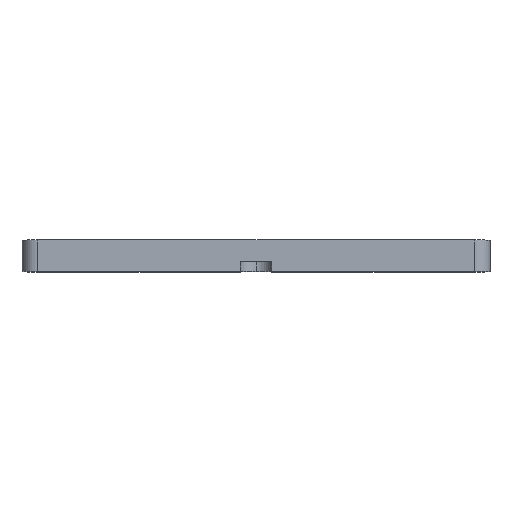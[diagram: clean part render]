
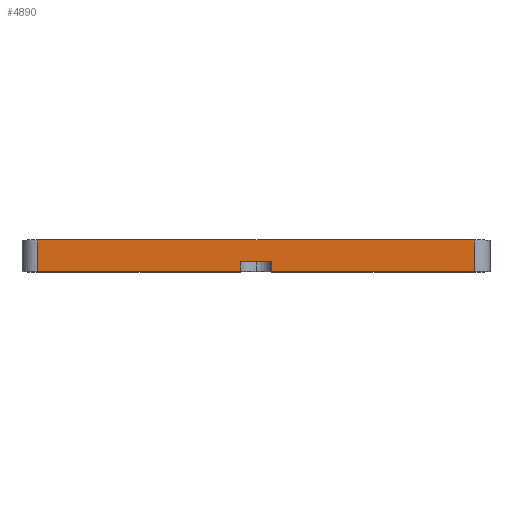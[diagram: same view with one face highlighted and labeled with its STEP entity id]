
A CAD part, top view. The second image highlights one B-rep face of the part: STEP entity #4890.
In plain terms, the highlighted planar face has unit normal (0, 0, 1).
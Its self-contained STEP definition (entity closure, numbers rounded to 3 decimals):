
#758 = EDGE_CURVE ( 'NONE', #1242, #19611, #3169, .T. ) ;
#17242 = LINE ( 'NONE', #17243, #17244 ) ;
#17243 = CARTESIAN_POINT ( 'NONE',  ( 70., 10., 75. ) ) ;
#17244 = VECTOR ( 'NONE', #17245, 1000. ) ;
#17245 = DIRECTION ( 'NONE',  ( 0., 1., 0. ) ) ;
#1242 = VERTEX_POINT ( 'NONE', #4467 ) ;
#18314 = LINE ( 'NONE', #18315, #18316 ) ;
#18315 = CARTESIAN_POINT ( 'NONE',  ( -5., 3., 75. ) ) ;
#18316 = VECTOR ( 'NONE', #18317, 1000. ) ;
#18317 = DIRECTION ( 'NONE',  ( 0., 1., 0. ) ) ;
#19243 = CARTESIAN_POINT ( 'NONE',  ( -5., 3., 75. ) ) ;
#3169 = LINE ( 'NONE', #3170, #3171 ) ;
#3170 = CARTESIAN_POINT ( 'NONE',  ( -70., 10., 75. ) ) ;
#3171 = VECTOR ( 'NONE', #3172, 1000. ) ;
#3172 = DIRECTION ( 'NONE',  ( 0., -1., 0. ) ) ;
#19611 = VERTEX_POINT ( 'NONE', #36457 ) ;
#20041 = VERTEX_POINT ( 'NONE', #37427 ) ;
#36457 = CARTESIAN_POINT ( 'NONE',  ( -70., 0., 75. ) ) ;
#36567 = LINE ( 'NONE', #36592, #36593 ) ;
#36592 = CARTESIAN_POINT ( 'NONE',  ( -75., 10., 75. ) ) ;
#36593 = VECTOR ( 'NONE', #36594, 1000. ) ;
#36594 = DIRECTION ( 'NONE',  ( 1., 0., 0. ) ) ;
#36612 = EDGE_CURVE ( 'NONE', #1242, #28389, #36567, .T. ) ;
#20347 = VERTEX_POINT ( 'NONE', #37584 ) ;
#4467 = CARTESIAN_POINT ( 'NONE',  ( -70., 10., 75. ) ) ;
#37427 = CARTESIAN_POINT ( 'NONE',  ( -5., 0., 75. ) ) ;
#37584 = CARTESIAN_POINT ( 'NONE',  ( 5., 3., 75. ) ) ;
#4890 = ADVANCED_FACE ( 'NONE', ( #13509 ), #13545, .F. ) ;
#5187 = LINE ( 'NONE', #5188, #5189 ) ;
#5188 = CARTESIAN_POINT ( 'NONE',  ( -75., 0., 75. ) ) ;
#5189 = VECTOR ( 'NONE', #5190, 1000. ) ;
#5190 = DIRECTION ( 'NONE',  ( 1., 0., 0. ) ) ;
#5757 = EDGE_CURVE ( 'NONE', #23063, #22393, #14955, .T. ) ;
#22393 = VERTEX_POINT ( 'NONE', #41511 ) ;
#23063 = VERTEX_POINT ( 'NONE', #42454 ) ;
#6766 = LINE ( 'NONE', #6767, #6768 ) ;
#6767 = CARTESIAN_POINT ( 'NONE',  ( 5., 3., 75. ) ) ;
#6768 = VECTOR ( 'NONE', #6769, 1000. ) ;
#6769 = DIRECTION ( 'NONE',  ( 0., -1., 0. ) ) ;
#6955 = ORIENTED_EDGE ( 'NONE', *, *, #36612, .F. ) ;
#41511 = CARTESIAN_POINT ( 'NONE',  ( 70., 0., 75. ) ) ;
#41604 = EDGE_LOOP ( 'NONE', ( #6955, #44647, #42601, #43480, #12400, #14731, #28271, #29258 ) ) ;
#25861 = EDGE_CURVE ( 'NONE', #19611, #20041, #5187, .T. ) ;
#42454 = CARTESIAN_POINT ( 'NONE',  ( 5., 0., 75. ) ) ;
#42601 = ORIENTED_EDGE ( 'NONE', *, *, #25861, .T. ) ;
#26363 = EDGE_CURVE ( 'NONE', #20347, #23063, #6766, .T. ) ;
#43480 = ORIENTED_EDGE ( 'NONE', *, *, #44116, .T. ) ;
#44116 = EDGE_CURVE ( 'NONE', #20041, #44614, #18314, .T. ) ;
#44614 = VERTEX_POINT ( 'NONE', #19243 ) ;
#28271 = ORIENTED_EDGE ( 'NONE', *, *, #5757, .T. ) ;
#44647 = ORIENTED_EDGE ( 'NONE', *, *, #758, .T. ) ;
#28389 = VERTEX_POINT ( 'NONE', #12805 ) ;
#28402 = LINE ( 'NONE', #28403, #28404 ) ;
#28403 = CARTESIAN_POINT ( 'NONE',  ( -75., 3., 75. ) ) ;
#28404 = VECTOR ( 'NONE', #28405, 1000. ) ;
#28405 = DIRECTION ( 'NONE',  ( -1., 0., 0. ) ) ;
#12400 = ORIENTED_EDGE ( 'NONE', *, *, #13327, .F. ) ;
#12805 = CARTESIAN_POINT ( 'NONE',  ( 70., 10., 75. ) ) ;
#29258 = ORIENTED_EDGE ( 'NONE', *, *, #29925, .T. ) ;
#13327 = EDGE_CURVE ( 'NONE', #20347, #44614, #28402, .T. ) ;
#13509 = FACE_OUTER_BOUND ( 'NONE', #41604, .T. ) ;
#13545 = PLANE ( 'NONE',  #13546 ) ;
#13546 = AXIS2_PLACEMENT_3D ( 'NONE', #13547, #13548, #13549 ) ;
#13547 = CARTESIAN_POINT ( 'NONE',  ( -75., 10., 75. ) ) ;
#13548 = DIRECTION ( 'NONE',  ( 0., 0., -1. ) ) ;
#13549 = DIRECTION ( 'NONE',  ( -1., 0., 0. ) ) ;
#29925 = EDGE_CURVE ( 'NONE', #22393, #28389, #17242, .T. ) ;
#14731 = ORIENTED_EDGE ( 'NONE', *, *, #26363, .T. ) ;
#14955 = LINE ( 'NONE', #14956, #14957 ) ;
#14956 = CARTESIAN_POINT ( 'NONE',  ( -75., 0., 75. ) ) ;
#14957 = VECTOR ( 'NONE', #14958, 1000. ) ;
#14958 = DIRECTION ( 'NONE',  ( 1., 0., 0. ) ) ;
